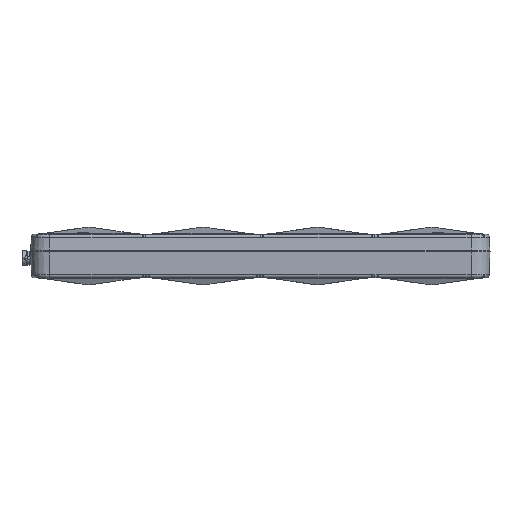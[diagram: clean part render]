
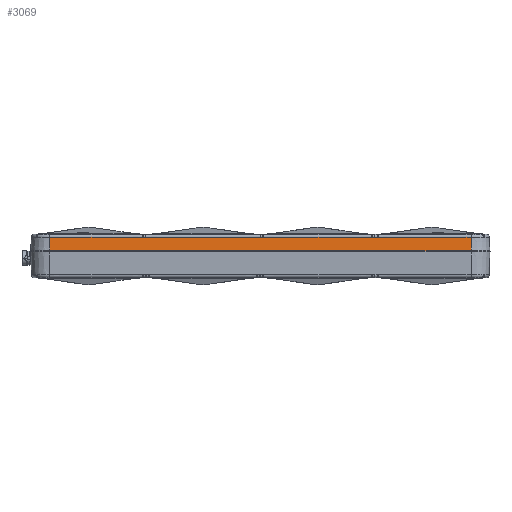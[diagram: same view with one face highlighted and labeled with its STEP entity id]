
A CAD part, front view. The second image highlights one B-rep face of the part: STEP entity #3069.
In plain terms, the highlighted planar face has unit normal (0, -0.998, 0.06).
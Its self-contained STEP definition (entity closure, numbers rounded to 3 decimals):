
#536 = AXIS2_PLACEMENT_3D ( 'NONE', #25473, #29052, #9404 ) ;
#1644 = CARTESIAN_POINT ( 'NONE',  ( 70.552, -108.046, 3.078 ) ) ;
#2511 = CARTESIAN_POINT ( 'NONE',  ( -148.302, -108.046, 3.078 ) ) ;
#3069 = ADVANCED_FACE ( 'NONE', ( #3826 ), #32655, .T. ) ;
#3826 = FACE_OUTER_BOUND ( 'NONE', #3975, .T. ) ;
#3975 = EDGE_LOOP ( 'NONE', ( #29634, #9868, #4282, #7110, #19484, #27408, #29517, #24347 ) ) ;
#4282 = ORIENTED_EDGE ( 'NONE', *, *, #32072, .T. ) ;
#5696 = VERTEX_POINT ( 'NONE', #14028 ) ;
#5967 = DIRECTION ( 'NONE',  ( -1., 0., 0. ) ) ;
#7110 = ORIENTED_EDGE ( 'NONE', *, *, #13555, .T. ) ;
#8575 = VERTEX_POINT ( 'NONE', #26565 ) ;
#9404 = DIRECTION ( 'NONE',  ( -1., 0., 0. ) ) ;
#9868 = ORIENTED_EDGE ( 'NONE', *, *, #25879, .T. ) ;
#9869 = DIRECTION ( 'NONE',  ( 0., -0.06, -0.998 ) ) ;
#10929 = VECTOR ( 'NONE', #9869, 1000. ) ;
#11260 = DIRECTION ( 'NONE',  ( 1., 0., 0. ) ) ;
#11516 = VERTEX_POINT ( 'NONE', #1644 ) ;
#12105 = VECTOR ( 'NONE', #33942, 1000. ) ;
#12264 = VECTOR ( 'NONE', #11260, 1000. ) ;
#12611 = CARTESIAN_POINT ( 'NONE',  ( -148.302, -108.046, 3.078 ) ) ;
#13555 = EDGE_CURVE ( 'NONE', #5696, #37848, #39954, .T. ) ;
#13856 = VECTOR ( 'NONE', #40343, 1000. ) ;
#14028 = CARTESIAN_POINT ( 'NONE',  ( -148.302, -108.602, -6.2 ) ) ;
#15203 = CARTESIAN_POINT ( 'NONE',  ( 66.045, -108.046, 3.078 ) ) ;
#15930 = CARTESIAN_POINT ( 'NONE',  ( -148.302, -108.046, 3.078 ) ) ;
#16236 = CARTESIAN_POINT ( 'NONE',  ( 132.498, -108.046, 3.078 ) ) ;
#16373 = VERTEX_POINT ( 'NONE', #15203 ) ;
#18236 = VERTEX_POINT ( 'NONE', #2511 ) ;
#18255 = EDGE_CURVE ( 'NONE', #8575, #29008, #39970, .T. ) ;
#18577 = VECTOR ( 'NONE', #36612, 1000. ) ;
#19484 = ORIENTED_EDGE ( 'NONE', *, *, #36878, .T. ) ;
#19486 = EDGE_CURVE ( 'NONE', #11516, #16373, #34625, .T. ) ;
#20798 = DIRECTION ( 'NONE',  ( -1., 0., 0. ) ) ;
#20952 = CARTESIAN_POINT ( 'NONE',  ( 132.498, -108.602, -6.2 ) ) ;
#21004 = LINE ( 'NONE', #36749, #28790 ) ;
#21271 = LINE ( 'NONE', #25120, #18577 ) ;
#21319 = EDGE_CURVE ( 'NONE', #16373, #29008, #31826, .T. ) ;
#22624 = LINE ( 'NONE', #28862, #10929 ) ;
#24118 = EDGE_CURVE ( 'NONE', #37264, #11516, #21271, .T. ) ;
#24347 = ORIENTED_EDGE ( 'NONE', *, *, #21319, .T. ) ;
#24594 = CARTESIAN_POINT ( 'NONE',  ( -7.902, -108.046, 3.078 ) ) ;
#25120 = CARTESIAN_POINT ( 'NONE',  ( -148.302, -108.046, 3.078 ) ) ;
#25473 = CARTESIAN_POINT ( 'NONE',  ( -148.302, -108.602, -6.2 ) ) ;
#25879 = EDGE_CURVE ( 'NONE', #8575, #18236, #21004, .T. ) ;
#26565 = CARTESIAN_POINT ( 'NONE',  ( -86.355, -108.046, 3.078 ) ) ;
#26995 = LINE ( 'NONE', #20952, #12105 ) ;
#27408 = ORIENTED_EDGE ( 'NONE', *, *, #24118, .T. ) ;
#28654 = DIRECTION ( 'NONE',  ( -1., 0., 0. ) ) ;
#28790 = VECTOR ( 'NONE', #20798, 1000. ) ;
#28862 = CARTESIAN_POINT ( 'NONE',  ( -148.302, -108.602, -6.2 ) ) ;
#29008 = VERTEX_POINT ( 'NONE', #32120 ) ;
#29052 = DIRECTION ( 'NONE',  ( 0., -0.998, 0.06 ) ) ;
#29517 = ORIENTED_EDGE ( 'NONE', *, *, #19486, .T. ) ;
#29634 = ORIENTED_EDGE ( 'NONE', *, *, #18255, .F. ) ;
#30529 = VECTOR ( 'NONE', #28654, 1000. ) ;
#31600 = CARTESIAN_POINT ( 'NONE',  ( 132.498, -108.602, -6.2 ) ) ;
#31826 = LINE ( 'NONE', #15930, #30529 ) ;
#32072 = EDGE_CURVE ( 'NONE', #18236, #5696, #22624, .T. ) ;
#32120 = CARTESIAN_POINT ( 'NONE',  ( -5.648, -108.046, 3.078 ) ) ;
#32655 = PLANE ( 'NONE',  #536 ) ;
#33242 = CARTESIAN_POINT ( 'NONE',  ( -148.302, -108.602, -6.2 ) ) ;
#33942 = DIRECTION ( 'NONE',  ( 0., 0.06, 0.998 ) ) ;
#34625 = LINE ( 'NONE', #12611, #38497 ) ;
#36612 = DIRECTION ( 'NONE',  ( -1., 0., 0. ) ) ;
#36749 = CARTESIAN_POINT ( 'NONE',  ( -148.302, -108.046, 3.078 ) ) ;
#36878 = EDGE_CURVE ( 'NONE', #37848, #37264, #26995, .T. ) ;
#37264 = VERTEX_POINT ( 'NONE', #16236 ) ;
#37848 = VERTEX_POINT ( 'NONE', #31600 ) ;
#38497 = VECTOR ( 'NONE', #5967, 1000. ) ;
#39954 = LINE ( 'NONE', #33242, #13856 ) ;
#39970 = LINE ( 'NONE', #24594, #12264 ) ;
#40343 = DIRECTION ( 'NONE',  ( 1., 0., 0. ) ) ;
